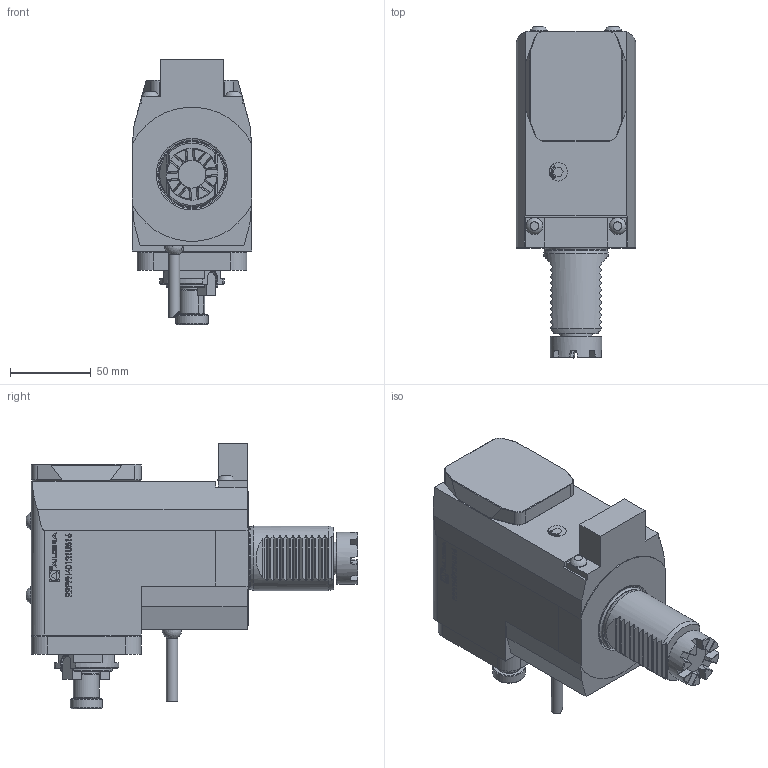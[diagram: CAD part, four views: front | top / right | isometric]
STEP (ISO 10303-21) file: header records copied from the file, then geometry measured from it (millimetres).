
FILE_DESCRIPTION (( 'STEP AP214' ), '1' );
FILE_NAME ('RRPFH40121UB16.STEP', '2024-05-20T06:43:56', ( '' ), ( '' ), 'SwSTEP 2.0', 'SolidWorks 2023', '' );
FILE_SCHEMA (( 'AUTOMOTIVE_DESIGN' ));
Length unit declared in the file: millimetre
Products named in the file (1): RRPFH40121UB16
Bounding box: 74 x 205.3 x 164 mm (x, y, z)
Volume: 1096092.1 mm3; surface area: 80599.5 mm2
Topology: 3 solids, 3 shells, 703 faces, 1915 edges, 1286 vertices
Faces by surface type: plane 484, cylinder 101, bspline 61, cone 45, sphere 7, torus 5
Full cylindrical faces by diameter (mm): 1.7 x1, 2.1 x1, 4 x1, 6 x1, 6.366 x1, 7 x1, 10.5 x6, 17.2 x1, 20 x2, 32 x1, 38.7 x1, 40 x2
Entity records: 29553 total; most frequent: CARTESIAN_POINT 9751, ORIENTED_EDGE 3728, DIRECTION 2936, EDGE_CURVE 1864, VERTEX_POINT 1265, LINE 1168, VECTOR 1168, AXIS2_PLACEMENT_3D 884
